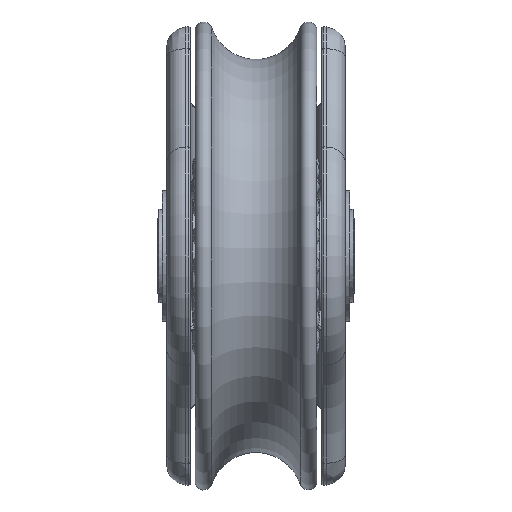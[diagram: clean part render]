
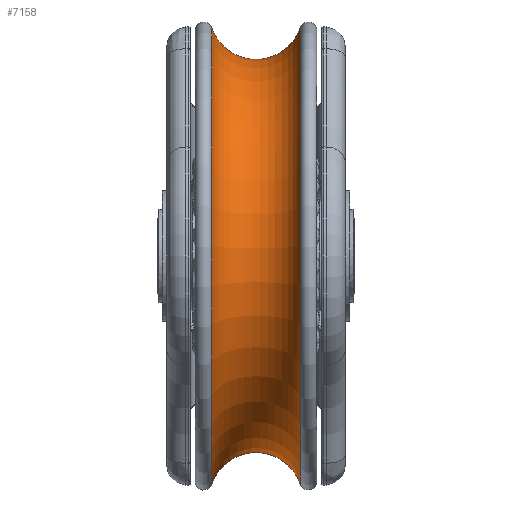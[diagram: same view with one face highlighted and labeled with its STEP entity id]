
A CAD part, front view. The second image highlights one B-rep face of the part: STEP entity #7158.
In plain terms, the highlighted toroidal (fillet/blend) face has major radius 26 mm and minor radius 5 mm.
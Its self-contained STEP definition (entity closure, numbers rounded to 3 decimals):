
#477=TOROIDAL_SURFACE('',#7712,26.,5.);
#841=FACE_OUTER_BOUND('',#1319,.T.);
#1319=EDGE_LOOP('',(#4884,#4885,#4886,#4887,#4888,#4889));
#2308=CIRCLE('',#7713,24.385);
#2309=CIRCLE('',#7714,5.);
#2310=CIRCLE('',#7715,24.385);
#2311=CIRCLE('',#7716,24.385);
#2312=CIRCLE('',#7717,24.385);
#2981=VERTEX_POINT('',#11178);
#2982=VERTEX_POINT('',#11179);
#2983=VERTEX_POINT('',#11181);
#2984=VERTEX_POINT('',#11183);
#3744=EDGE_CURVE('',#2981,#2982,#2308,.T.);
#3745=EDGE_CURVE('',#2982,#2983,#2309,.T.);
#3746=EDGE_CURVE('',#2984,#2983,#2310,.T.);
#3747=EDGE_CURVE('',#2983,#2984,#2311,.T.);
#3748=EDGE_CURVE('',#2982,#2981,#2312,.T.);
#4884=ORIENTED_EDGE('',*,*,#3744,.T.);
#4885=ORIENTED_EDGE('',*,*,#3745,.T.);
#4886=ORIENTED_EDGE('',*,*,#3746,.F.);
#4887=ORIENTED_EDGE('',*,*,#3747,.F.);
#4888=ORIENTED_EDGE('',*,*,#3745,.F.);
#4889=ORIENTED_EDGE('',*,*,#3748,.T.);
#7158=ADVANCED_FACE('',(#841),#477,.F.);
#7712=AXIS2_PLACEMENT_3D('',#11177,#8802,#8803);
#7713=AXIS2_PLACEMENT_3D('',#11180,#8804,#8805);
#7714=AXIS2_PLACEMENT_3D('',#11182,#8806,#8807);
#7715=AXIS2_PLACEMENT_3D('',#11184,#8808,#8809);
#7716=AXIS2_PLACEMENT_3D('',#11185,#8810,#8811);
#7717=AXIS2_PLACEMENT_3D('',#11186,#8812,#8813);
#8802=DIRECTION('center_axis',(-1.,0.,0.));
#8803=DIRECTION('ref_axis',(0.,0.38,0.925));
#8804=DIRECTION('center_axis',(-1.,0.,0.));
#8805=DIRECTION('ref_axis',(0.,0.925,-0.38));
#8806=DIRECTION('center_axis',(0.,-0.925,
0.38));
#8807=DIRECTION('ref_axis',(0.,-0.38,-0.925));
#8808=DIRECTION('center_axis',(-1.,0.,0.));
#8809=DIRECTION('ref_axis',(0.,0.925,-0.38));
#8810=DIRECTION('center_axis',(-1.,0.,0.));
#8811=DIRECTION('ref_axis',(0.,0.925,-0.38));
#8812=DIRECTION('center_axis',(-1.,0.,0.));
#8813=DIRECTION('ref_axis',(0.,0.925,-0.38));
#11177=CARTESIAN_POINT('Origin',(0.,0.,0.));
#11178=CARTESIAN_POINT('',(4.732,22.558,-9.261));
#11179=CARTESIAN_POINT('',(4.732,-9.261,-22.558));
#11180=CARTESIAN_POINT('Origin',(4.732,0.,
0.));
#11181=CARTESIAN_POINT('',(-4.732,-9.261,-22.558));
#11182=CARTESIAN_POINT('Origin',(0.,-9.875,
-24.052));
#11183=CARTESIAN_POINT('',(-4.732,22.558,-9.261));
#11184=CARTESIAN_POINT('Origin',(-4.732,0.,
0.));
#11185=CARTESIAN_POINT('Origin',(-4.732,0.,
0.));
#11186=CARTESIAN_POINT('Origin',(4.732,0.,
0.));
